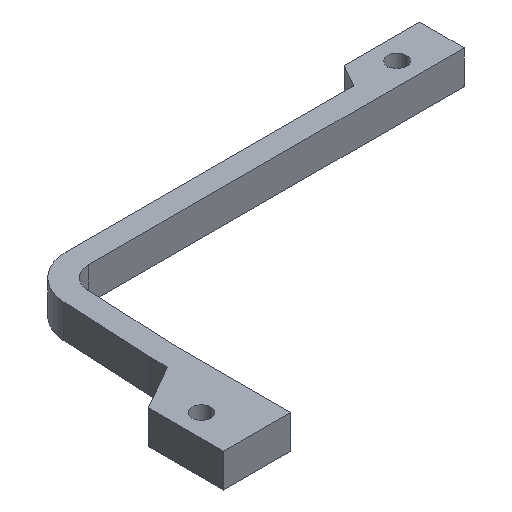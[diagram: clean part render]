
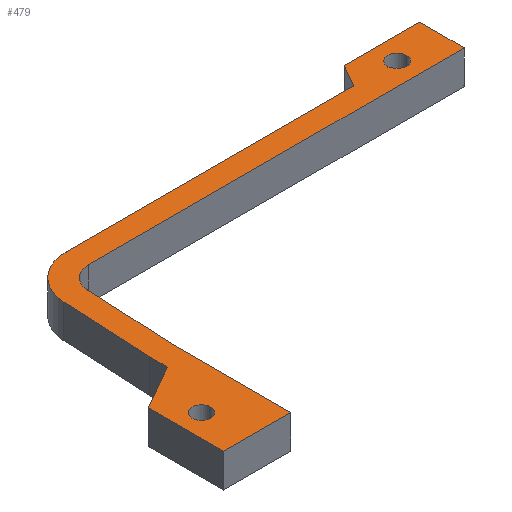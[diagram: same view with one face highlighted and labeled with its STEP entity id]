
A CAD part, isometric view. The second image highlights one B-rep face of the part: STEP entity #479.
In plain terms, the highlighted planar face has unit normal (0, 0, 1).
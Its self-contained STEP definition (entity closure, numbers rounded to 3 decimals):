
#9 = DIRECTION ( 'NONE',  ( 0., 0., 1. ) ) ;
#13 = CARTESIAN_POINT ( 'NONE',  ( -7.905, 48., 0. ) ) ;
#14 = DIRECTION ( 'NONE',  ( 0., 0., -1. ) ) ;
#15 = AXIS2_PLACEMENT_3D ( 'NONE', #887, #140, #360 ) ;
#17 = VERTEX_POINT ( 'NONE', #994 ) ;
#19 = ORIENTED_EDGE ( 'NONE', *, *, #760, .T. ) ;
#29 = ORIENTED_EDGE ( 'NONE', *, *, #759, .T. ) ;
#30 = DIRECTION ( 'NONE',  ( 1., 0., 0. ) ) ;
#32 = ORIENTED_EDGE ( 'NONE', *, *, #495, .T. ) ;
#36 = ORIENTED_EDGE ( 'NONE', *, *, #686, .T. ) ;
#37 = VERTEX_POINT ( 'NONE', #173 ) ;
#39 = DIRECTION ( 'NONE',  ( 0., 1., 0. ) ) ;
#47 = CARTESIAN_POINT ( 'NONE',  ( -16.709, 20.301, 0. ) ) ;
#53 = CARTESIAN_POINT ( 'NONE',  ( -24.709, -1., 0. ) ) ;
#89 = DIRECTION ( 'NONE',  ( -1., 0., 0. ) ) ;
#100 = EDGE_CURVE ( 'NONE', #778, #925, #724, .T. ) ;
#112 = VERTEX_POINT ( 'NONE', #1090 ) ;
#130 = CARTESIAN_POINT ( 'NONE',  ( -12.709, 20.2, 0. ) ) ;
#133 = CARTESIAN_POINT ( 'NONE',  ( -7.905, 40., 0. ) ) ;
#139 = CARTESIAN_POINT ( 'NONE',  ( -24.709, 12.485, 0. ) ) ;
#140 = DIRECTION ( 'NONE',  ( 0., 0., -1. ) ) ;
#144 = AXIS2_PLACEMENT_3D ( 'NONE', #283, #684, #944 ) ;
#155 = ORIENTED_EDGE ( 'NONE', *, *, #805, .T. ) ;
#156 = AXIS2_PLACEMENT_3D ( 'NONE', #226, #224, #843 ) ;
#160 = AXIS2_PLACEMENT_3D ( 'NONE', #584, #14, #1037 ) ;
#173 = CARTESIAN_POINT ( 'NONE',  ( -7.905, 44., 0. ) ) ;
#181 = CARTESIAN_POINT ( 'NONE',  ( -15.895, 36.404, 0. ) ) ;
#183 = CARTESIAN_POINT ( 'NONE',  ( -16.709, 17.104, 0. ) ) ;
#186 = CARTESIAN_POINT ( 'NONE',  ( 59.291, 40., 0. ) ) ;
#196 = DIRECTION ( 'NONE',  ( 1., 0., 0. ) ) ;
#204 = DIRECTION ( 'NONE',  ( 1., 0., 0. ) ) ;
#208 = EDGE_CURVE ( 'NONE', #788, #1017, #708, .T. ) ;
#211 = VERTEX_POINT ( 'NONE', #955 ) ;
#224 = DIRECTION ( 'NONE',  ( 0., 0., -1. ) ) ;
#226 = CARTESIAN_POINT ( 'NONE',  ( 51.291, 44., 0. ) ) ;
#227 = CARTESIAN_POINT ( 'NONE',  ( 45.807, 48., 0. ) ) ;
#230 = AXIS2_PLACEMENT_3D ( 'NONE', #1005, #9, #204 ) ;
#232 = AXIS2_PLACEMENT_3D ( 'NONE', #271, #408, #30 ) ;
#239 = CARTESIAN_POINT ( 'NONE',  ( -20.709, -1., 0. ) ) ;
#246 = ORIENTED_EDGE ( 'NONE', *, *, #476, .T. ) ;
#256 = ORIENTED_EDGE ( 'NONE', *, *, #100, .T. ) ;
#258 = DIRECTION ( 'NONE',  ( -0.866, -0.5, 0. ) ) ;
#263 = ORIENTED_EDGE ( 'NONE', *, *, #208, .T. ) ;
#271 = CARTESIAN_POINT ( 'NONE',  ( -7.905, 36., 0. ) ) ;
#273 = DIRECTION ( 'NONE',  ( -1., 0., 0. ) ) ;
#280 = CARTESIAN_POINT ( 'NONE',  ( 43.497, 44., 0. ) ) ;
#283 = CARTESIAN_POINT ( 'NONE',  ( -7.905, 36., 0. ) ) ;
#285 = CARTESIAN_POINT ( 'NONE',  ( 59.291, 48., 0. ) ) ;
#295 = CARTESIAN_POINT ( 'NONE',  ( -12.709, -1., 0. ) ) ;
#302 = CIRCLE ( 'NONE', #144, 4. ) ;
#317 = CARTESIAN_POINT ( 'NONE',  ( -12.709, 20.2, 0. ) ) ;
#334 = LINE ( 'NONE', #965, #354 ) ;
#340 = ORIENTED_EDGE ( 'NONE', *, *, #467, .T. ) ;
#341 = ORIENTED_EDGE ( 'NONE', *, *, #417, .T. ) ;
#348 = VECTOR ( 'NONE', #1047, 1000. ) ;
#354 = VECTOR ( 'NONE', #258, 1000. ) ;
#359 = LINE ( 'NONE', #376, #364 ) ;
#360 = DIRECTION ( 'NONE',  ( 1., 0., 0. ) ) ;
#364 = VECTOR ( 'NONE', #774, 1000. ) ;
#365 = AXIS2_PLACEMENT_3D ( 'NONE', #434, #755, #196 ) ;
#369 = LINE ( 'NONE', #280, #348 ) ;
#376 = CARTESIAN_POINT ( 'NONE',  ( 54.488, 40., 0. ) ) ;
#377 = CIRCLE ( 'NONE', #156, 1.7 ) ;
#381 = VECTOR ( 'NONE', #687, 1000. ) ;
#384 = DIRECTION ( 'NONE',  ( 0., -1., 0. ) ) ;
#389 = LINE ( 'NONE', #239, #381 ) ;
#398 = EDGE_CURVE ( 'NONE', #762, #211, #676, .T. ) ;
#404 = CARTESIAN_POINT ( 'NONE',  ( -24.709, -1., 0. ) ) ;
#408 = DIRECTION ( 'NONE',  ( 0., 0., 1. ) ) ;
#412 = VECTOR ( 'NONE', #819, 1000. ) ;
#417 = EDGE_CURVE ( 'NONE', #1062, #788, #643, .T. ) ;
#425 = ORIENTED_EDGE ( 'NONE', *, *, #869, .T. ) ;
#428 = LINE ( 'NONE', #705, #412 ) ;
#434 = CARTESIAN_POINT ( 'NONE',  ( -20.709, 7., 0. ) ) ;
#439 = CIRCLE ( 'NONE', #160, 1.7 ) ;
#451 = EDGE_CURVE ( 'NONE', #211, #810, #618, .T. ) ;
#467 = EDGE_CURVE ( 'NONE', #17, #37, #604, .T. ) ;
#474 = ORIENTED_EDGE ( 'NONE', *, *, #488, .T. ) ;
#476 = EDGE_CURVE ( 'NONE', #1089, #1001, #580, .T. ) ;
#479 = ADVANCED_FACE ( 'NONE', ( #576, #583, #582 ), #1002, .T. ) ;
#487 = EDGE_CURVE ( 'NONE', #37, #1089, #578, .T. ) ;
#488 = EDGE_CURVE ( 'NONE', #925, #778, #562, .T. ) ;
#495 = EDGE_CURVE ( 'NONE', #1098, #954, #565, .T. ) ;
#552 = VECTOR ( 'NONE', #384, 1000. ) ;
#562 = CIRCLE ( 'NONE', #15, 1.7 ) ;
#565 = LINE ( 'NONE', #53, #552 ) ;
#572 = DIRECTION ( 'NONE',  ( -0.05, -0.999, 0. ) ) ;
#576 = FACE_OUTER_BOUND ( 'NONE', #1064, .T. ) ;
#578 = CIRCLE ( 'NONE', #232, 8. ) ;
#580 = LINE ( 'NONE', #883, #586 ) ;
#582 = FACE_BOUND ( 'NONE', #951, .T. ) ;
#583 = FACE_BOUND ( 'NONE', #792, .T. ) ;
#584 = CARTESIAN_POINT ( 'NONE',  ( 51.291, 44., 0. ) ) ;
#586 = VECTOR ( 'NONE', #572, 1000. ) ;
#603 = VECTOR ( 'NONE', #89, 1000. ) ;
#604 = LINE ( 'NONE', #1004, #603 ) ;
#611 = VECTOR ( 'NONE', #893, 1000. ) ;
#618 = LINE ( 'NONE', #317, #611 ) ;
#643 = LINE ( 'NONE', #1041, #652 ) ;
#652 = VECTOR ( 'NONE', #770, 1000. ) ;
#667 = VECTOR ( 'NONE', #39, 1000. ) ;
#676 = LINE ( 'NONE', #130, #667 ) ;
#680 = EDGE_CURVE ( 'NONE', #112, #882, #439, .T. ) ;
#681 = CARTESIAN_POINT ( 'NONE',  ( 52.991, 44., 0. ) ) ;
#683 = CARTESIAN_POINT ( 'NONE',  ( -19.009, 7., 0. ) ) ;
#684 = DIRECTION ( 'NONE',  ( 0., 0., -1. ) ) ;
#686 = EDGE_CURVE ( 'NONE', #1001, #801, #428, .T. ) ;
#687 = DIRECTION ( 'NONE',  ( 1., 0., 0. ) ) ;
#696 = VECTOR ( 'NONE', #273, 1000. ) ;
#705 = CARTESIAN_POINT ( 'NONE',  ( -16.709, 17.104, 0. ) ) ;
#706 = ORIENTED_EDGE ( 'NONE', *, *, #680, .T. ) ;
#708 = LINE ( 'NONE', #13, #696 ) ;
#713 = EDGE_CURVE ( 'NONE', #954, #762, #389, .T. ) ;
#724 = CIRCLE ( 'NONE', #365, 1.7 ) ;
#738 = VERTEX_POINT ( 'NONE', #133 ) ;
#739 = ORIENTED_EDGE ( 'NONE', *, *, #451, .T. ) ;
#748 = EDGE_CURVE ( 'NONE', #738, #1062, #359, .T. ) ;
#755 = DIRECTION ( 'NONE',  ( 0., 0., -1. ) ) ;
#759 = EDGE_CURVE ( 'NONE', #882, #112, #377, .T. ) ;
#760 = EDGE_CURVE ( 'NONE', #1017, #17, #369, .T. ) ;
#762 = VERTEX_POINT ( 'NONE', #295 ) ;
#769 = ORIENTED_EDGE ( 'NONE', *, *, #748, .T. ) ;
#770 = DIRECTION ( 'NONE',  ( 0., 1., 0. ) ) ;
#774 = DIRECTION ( 'NONE',  ( 1., 0., 0. ) ) ;
#778 = VERTEX_POINT ( 'NONE', #683 ) ;
#783 = ORIENTED_EDGE ( 'NONE', *, *, #713, .T. ) ;
#788 = VERTEX_POINT ( 'NONE', #285 ) ;
#792 = EDGE_LOOP ( 'NONE', ( #706, #29 ) ) ;
#801 = VERTEX_POINT ( 'NONE', #183 ) ;
#805 = EDGE_CURVE ( 'NONE', #801, #1098, #334, .T. ) ;
#810 = VERTEX_POINT ( 'NONE', #980 ) ;
#819 = DIRECTION ( 'NONE',  ( 0., -1., 0. ) ) ;
#843 = DIRECTION ( 'NONE',  ( 1., 0., 0. ) ) ;
#869 = EDGE_CURVE ( 'NONE', #810, #738, #302, .T. ) ;
#882 = VERTEX_POINT ( 'NONE', #681 ) ;
#883 = CARTESIAN_POINT ( 'NONE',  ( -16.709, 20.301, 0. ) ) ;
#887 = CARTESIAN_POINT ( 'NONE',  ( -20.709, 7., 0. ) ) ;
#893 = DIRECTION ( 'NONE',  ( 0.05, 0.999, 0. ) ) ;
#925 = VERTEX_POINT ( 'NONE', #1008 ) ;
#944 = DIRECTION ( 'NONE',  ( 1., 0., 0. ) ) ;
#946 = ORIENTED_EDGE ( 'NONE', *, *, #487, .T. ) ;
#951 = EDGE_LOOP ( 'NONE', ( #474, #256 ) ) ;
#954 = VERTEX_POINT ( 'NONE', #404 ) ;
#955 = CARTESIAN_POINT ( 'NONE',  ( -12.709, 20.2, 0. ) ) ;
#965 = CARTESIAN_POINT ( 'NONE',  ( -16.709, 17.104, 0. ) ) ;
#980 = CARTESIAN_POINT ( 'NONE',  ( -11.9, 36.202, 0. ) ) ;
#994 = CARTESIAN_POINT ( 'NONE',  ( 43.497, 44., 0. ) ) ;
#1001 = VERTEX_POINT ( 'NONE', #47 ) ;
#1002 = PLANE ( 'NONE',  #230 ) ;
#1004 = CARTESIAN_POINT ( 'NONE',  ( -7.905, 44., 0. ) ) ;
#1005 = CARTESIAN_POINT ( 'NONE',  ( -7.905, 36., 0. ) ) ;
#1008 = CARTESIAN_POINT ( 'NONE',  ( -22.409, 7., 0. ) ) ;
#1017 = VERTEX_POINT ( 'NONE', #227 ) ;
#1037 = DIRECTION ( 'NONE',  ( 1., 0., 0. ) ) ;
#1041 = CARTESIAN_POINT ( 'NONE',  ( 59.291, 48., 0. ) ) ;
#1047 = DIRECTION ( 'NONE',  ( -0.5, -0.866, 0. ) ) ;
#1062 = VERTEX_POINT ( 'NONE', #186 ) ;
#1064 = EDGE_LOOP ( 'NONE', ( #155, #32, #783, #1097, #739, #425, #769, #341, #263, #19, #340, #946, #246, #36 ) ) ;
#1089 = VERTEX_POINT ( 'NONE', #181 ) ;
#1090 = CARTESIAN_POINT ( 'NONE',  ( 49.591, 44., 0. ) ) ;
#1097 = ORIENTED_EDGE ( 'NONE', *, *, #398, .T. ) ;
#1098 = VERTEX_POINT ( 'NONE', #139 ) ;
